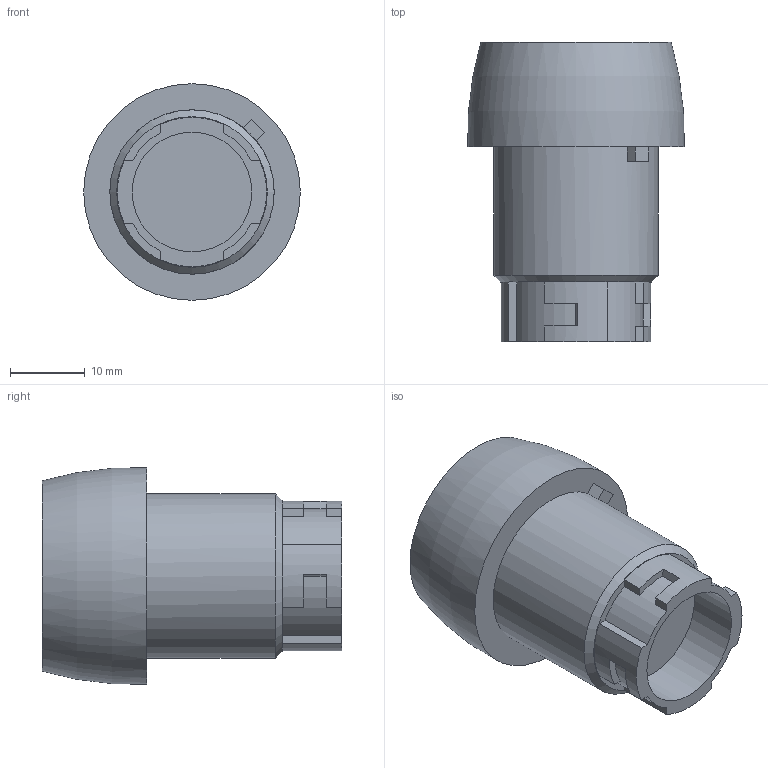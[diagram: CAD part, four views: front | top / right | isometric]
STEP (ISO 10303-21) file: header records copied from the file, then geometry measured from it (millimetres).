
FILE_DESCRIPTION(/* description */ ('STEP AP214'),/* implementation_level */ '2;1');
FILE_NAME(/* name */ '9289_T-22-SW',/* time_stamp */ '2024-09-10T04:07:39+02:00',/* author */ ('License CC BY-ND 4.0'),/* organization */ ('CADENAS'),/* preprocessor_version */ 'ST-DEVELOPER v19.3',/* originating_system */ 'PARTsolutions',/* authorisation */ ' ');
FILE_SCHEMA (('AUTOMOTIVE_DESIGN {1 0 10303 214 3 1 1}'));
Length unit declared in the file: millimetre
Products named in the file (1): 9289 T-22-SW
Bounding box: 29 x 40.1 x 29 mm (x, y, z)
Volume: 16309.1 mm3; surface area: 4558.5 mm2
Topology: 1 solids, 1 shells, 47 faces, 122 edges, 81 vertices
Faces by surface type: plane 34, cylinder 10, cone 2, torus 1
Full cylindrical faces by diameter (mm): 16 x1, 22 x1
Entity records: 1770 total; most frequent: DIRECTION 254, CARTESIAN_POINT 244, ORIENTED_EDGE 232, EDGE_CURVE 116, AXIS2_PLACEMENT_3D 90, VERTEX_POINT 80, LINE 74, VECTOR 74
